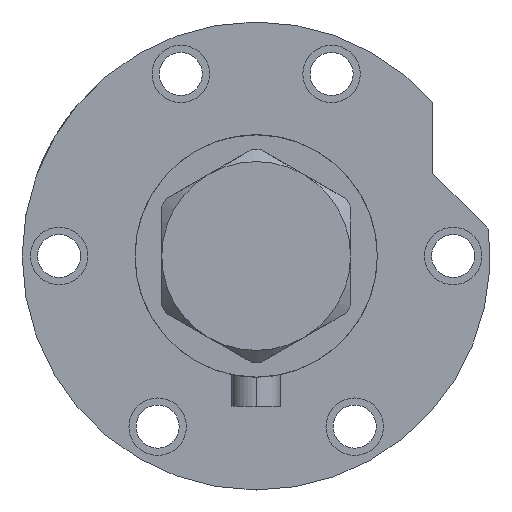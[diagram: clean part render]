
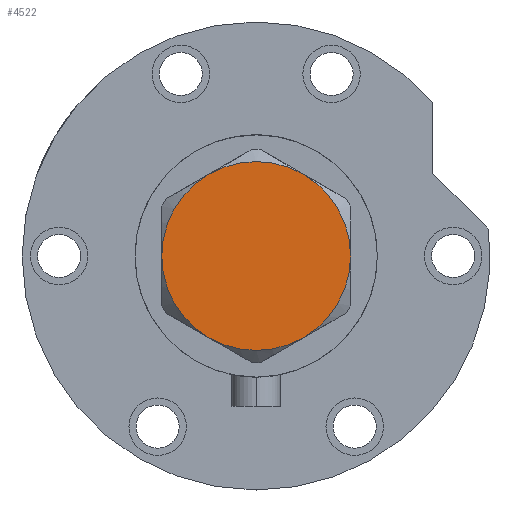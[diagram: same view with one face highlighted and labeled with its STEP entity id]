
A CAD part, left-side view. The second image highlights one B-rep face of the part: STEP entity #4522.
In plain terms, the highlighted face is planar.
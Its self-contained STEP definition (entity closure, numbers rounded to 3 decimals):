
#1 = CIRCLE ( 'NONE', #4845, 23. ) ;
#4 = CIRCLE ( 'NONE', #1980, 23. ) ;
#251 = CARTESIAN_POINT ( 'NONE',  ( -11.5, -19.919, 13. ) ) ;
#312 = FACE_OUTER_BOUND ( 'NONE', #4082, .T. ) ;
#343 = CARTESIAN_POINT ( 'NONE',  ( 23., 0., 13. ) ) ;
#362 = DIRECTION ( 'NONE',  ( 1., 0., 0. ) ) ;
#409 = AXIS2_PLACEMENT_3D ( 'NONE', #2610, #2109, #1645 ) ;
#540 = ORIENTED_EDGE ( 'NONE', *, *, #4518, .T. ) ;
#646 = CARTESIAN_POINT ( 'NONE',  ( 0., 0., 13. ) ) ;
#653 = VERTEX_POINT ( 'NONE', #2606 ) ;
#708 = EDGE_CURVE ( 'NONE', #3344, #910, #1270, .T. ) ;
#835 = CARTESIAN_POINT ( 'NONE',  ( 11.5, -19.919, 13. ) ) ;
#882 = AXIS2_PLACEMENT_3D ( 'NONE', #2132, #3960, #3622 ) ;
#910 = VERTEX_POINT ( 'NONE', #835 ) ;
#943 = ORIENTED_EDGE ( 'NONE', *, *, #2024, .T. ) ;
#990 = CARTESIAN_POINT ( 'NONE',  ( 0., 0., 13. ) ) ;
#1174 = DIRECTION ( 'NONE',  ( 0., 0., 1. ) ) ;
#1182 = DIRECTION ( 'NONE',  ( 1., 0., 0. ) ) ;
#1196 = AXIS2_PLACEMENT_3D ( 'NONE', #2663, #1174, #1705 ) ;
#1270 = CIRCLE ( 'NONE', #882, 23. ) ;
#1585 = AXIS2_PLACEMENT_3D ( 'NONE', #646, #5287, #4389 ) ;
#1645 = DIRECTION ( 'NONE',  ( 1., 0., 0. ) ) ;
#1705 = DIRECTION ( 'NONE',  ( 1., 0., 0. ) ) ;
#1768 = CIRCLE ( 'NONE', #4430, 23. ) ;
#1980 = AXIS2_PLACEMENT_3D ( 'NONE', #4129, #2244, #362 ) ;
#2024 = EDGE_CURVE ( 'NONE', #3471, #2088, #1768, .T. ) ;
#2088 = VERTEX_POINT ( 'NONE', #2141 ) ;
#2109 = DIRECTION ( 'NONE',  ( 0., 0., 1. ) ) ;
#2132 = CARTESIAN_POINT ( 'NONE',  ( 0., 0., 13. ) ) ;
#2141 = CARTESIAN_POINT ( 'NONE',  ( -11.5, 19.919, 13. ) ) ;
#2244 = DIRECTION ( 'NONE',  ( 0., 0., 1. ) ) ;
#2435 = EDGE_CURVE ( 'NONE', #2088, #653, #1, .T. ) ;
#2606 = CARTESIAN_POINT ( 'NONE',  ( -23., 0., 13. ) ) ;
#2610 = CARTESIAN_POINT ( 'NONE',  ( 0., 0., 13. ) ) ;
#2663 = CARTESIAN_POINT ( 'NONE',  ( 0., 0., 13. ) ) ;
#2672 = CARTESIAN_POINT ( 'NONE',  ( 0., 0., 13. ) ) ;
#2681 = EDGE_CURVE ( 'NONE', #910, #3201, #4, .T. ) ;
#3081 = CIRCLE ( 'NONE', #409, 23. ) ;
#3201 = VERTEX_POINT ( 'NONE', #343 ) ;
#3344 = VERTEX_POINT ( 'NONE', #251 ) ;
#3471 = VERTEX_POINT ( 'NONE', #4325 ) ;
#3548 = EDGE_CURVE ( 'NONE', #3201, #3471, #4154, .T. ) ;
#3622 = DIRECTION ( 'NONE',  ( 1., 0., 0. ) ) ;
#3740 = ORIENTED_EDGE ( 'NONE', *, *, #3548, .T. ) ;
#3755 = ORIENTED_EDGE ( 'NONE', *, *, #708, .T. ) ;
#3960 = DIRECTION ( 'NONE',  ( 0., 0., 1. ) ) ;
#4082 = EDGE_LOOP ( 'NONE', ( #4699, #3740, #943, #4435, #540, #3755 ) ) ;
#4129 = CARTESIAN_POINT ( 'NONE',  ( 0., 0., 13. ) ) ;
#4154 = CIRCLE ( 'NONE', #1585, 23. ) ;
#4325 = CARTESIAN_POINT ( 'NONE',  ( 11.5, 19.919, 13. ) ) ;
#4389 = DIRECTION ( 'NONE',  ( 1., 0., 0. ) ) ;
#4430 = AXIS2_PLACEMENT_3D ( 'NONE', #2672, #5422, #1182 ) ;
#4435 = ORIENTED_EDGE ( 'NONE', *, *, #2435, .T. ) ;
#4491 = PLANE ( 'NONE',  #1196 ) ;
#4518 = EDGE_CURVE ( 'NONE', #653, #3344, #3081, .T. ) ;
#4522 = ADVANCED_FACE ( 'NONE', ( #312 ), #4491, .T. ) ;
#4699 = ORIENTED_EDGE ( 'NONE', *, *, #2681, .T. ) ;
#4845 = AXIS2_PLACEMENT_3D ( 'NONE', #990, #5171, #5692 ) ;
#5171 = DIRECTION ( 'NONE',  ( 0., 0., 1. ) ) ;
#5287 = DIRECTION ( 'NONE',  ( 0., 0., 1. ) ) ;
#5422 = DIRECTION ( 'NONE',  ( 0., 0., 1. ) ) ;
#5692 = DIRECTION ( 'NONE',  ( 1., 0., 0. ) ) ;
